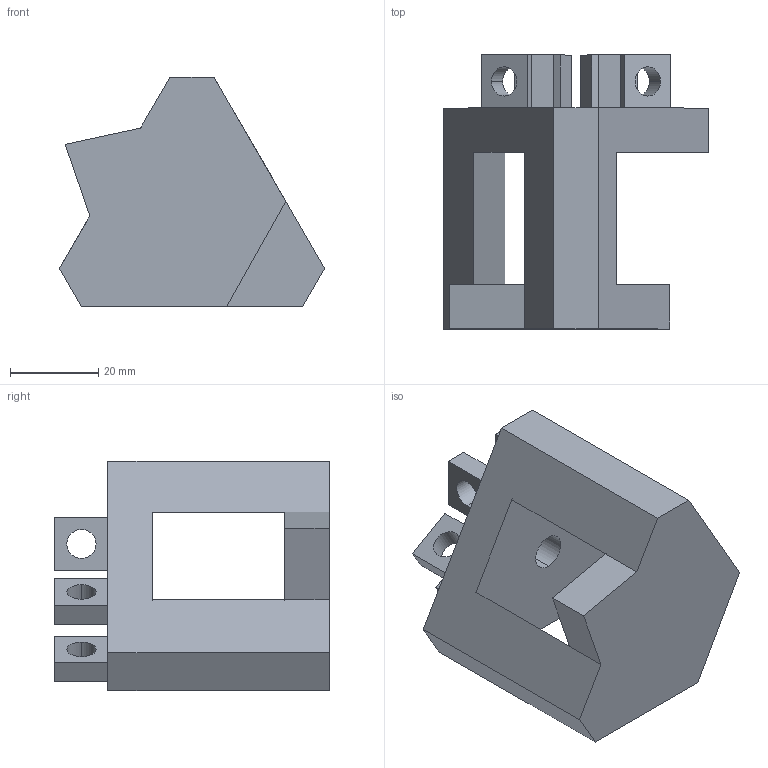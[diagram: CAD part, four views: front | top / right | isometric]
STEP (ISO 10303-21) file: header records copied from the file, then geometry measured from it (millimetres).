
FILE_DESCRIPTION (( 'STEP AP214' ), '1' );
FILE_NAME ('階窒啣.S', '2023-10-30T04:49:24', ( '' ), ( '' ), 'SwSTEP 2.0', 'SolidWorks 2022', '' );
FILE_SCHEMA (( 'AUTOMOTIVE_DESIGN' ));
Length unit declared in the file: millimetre
Products named in the file (1): 顶部板
Bounding box: 60 x 62 x 51.96 mm (x, y, z)
Volume: 49927.9 mm3; surface area: 16776.2 mm2
Topology: 1 solids, 1 shells, 71 faces, 181 edges, 118 vertices
Faces by surface type: plane 47, cylinder 18, cone 6
Entity records: 2331 total; most frequent: CARTESIAN_POINT 371, DIRECTION 367, ORIENTED_EDGE 362, EDGE_CURVE 181, VECTOR 139, LINE 139, VERTEX_POINT 118, AXIS2_PLACEMENT_3D 114
